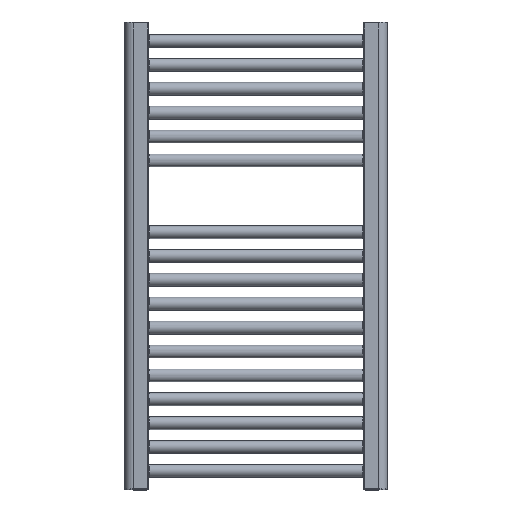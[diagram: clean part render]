
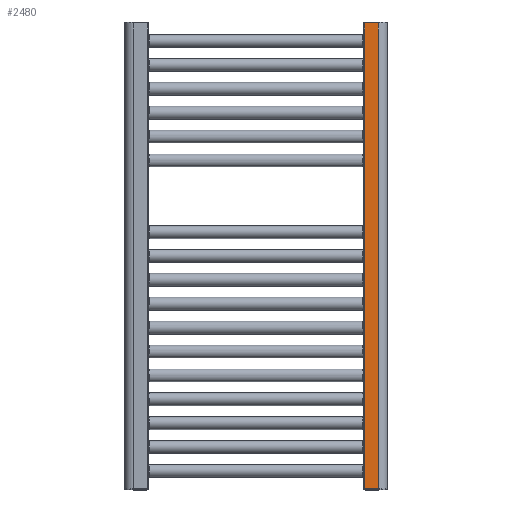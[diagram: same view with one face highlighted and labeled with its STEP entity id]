
A CAD part, top view. The second image highlights one B-rep face of the part: STEP entity #2480.
In plain terms, the highlighted face is planar.
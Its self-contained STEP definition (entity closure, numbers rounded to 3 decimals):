
#1363=DIRECTION('',(0.,1.,0.));
#1364=VECTOR('',#1363,23.05);
#1365=CARTESIAN_POINT('',(15.,2.,0.));
#1366=LINE('',#1365,#1364);
#1616=DIRECTION('',(0.,0.,1.));
#1617=VECTOR('',#1616,800.);
#1618=CARTESIAN_POINT('',(15.,25.05,0.));
#1619=LINE('',#1618,#1617);
#1620=DIRECTION('',(0.,0.,1.));
#1621=VECTOR('',#1620,800.);
#1622=CARTESIAN_POINT('',(15.,2.,0.));
#1623=LINE('',#1622,#1621);
#1655=DIRECTION('',(0.,1.,0.));
#1656=VECTOR('',#1655,23.05);
#1657=CARTESIAN_POINT('',(15.,2.,800.));
#1658=LINE('',#1657,#1656);
#2042=CARTESIAN_POINT('',(15.,2.,0.));
#2043=CARTESIAN_POINT('',(15.,25.05,0.));
#2044=VERTEX_POINT('',#2042);
#2045=VERTEX_POINT('',#2043);
#2058=CARTESIAN_POINT('',(15.,2.,800.));
#2059=CARTESIAN_POINT('',(15.,25.05,800.));
#2060=VERTEX_POINT('',#2058);
#2061=VERTEX_POINT('',#2059);
#2467=CARTESIAN_POINT('',(15.,2.,0.));
#2468=DIRECTION('',(1.,0.,0.));
#2469=DIRECTION('',(0.,1.,0.));
#2470=AXIS2_PLACEMENT_3D('',#2467,#2468,#2469);
#2471=PLANE('',#2470);
#2472=ORIENTED_EDGE('',*,*,#2247,.F.);
#2474=ORIENTED_EDGE('',*,*,#2473,.T.);
#2476=ORIENTED_EDGE('',*,*,#2475,.T.);
#2477=ORIENTED_EDGE('',*,*,#2459,.F.);
#2478=EDGE_LOOP('',(#2472,#2474,#2476,#2477));
#2479=FACE_OUTER_BOUND('',#2478,.F.);
#2247=EDGE_CURVE('',#2044,#2045,#1366,.T.);
#2459=EDGE_CURVE('',#2045,#2061,#1619,.T.);
#2473=EDGE_CURVE('',#2044,#2060,#1623,.T.);
#2475=EDGE_CURVE('',#2060,#2061,#1658,.T.);
#2480=ADVANCED_FACE('',(#2479),#2471,.T.);
